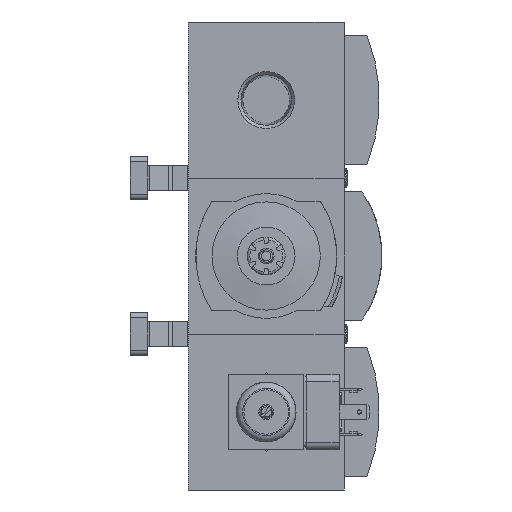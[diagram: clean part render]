
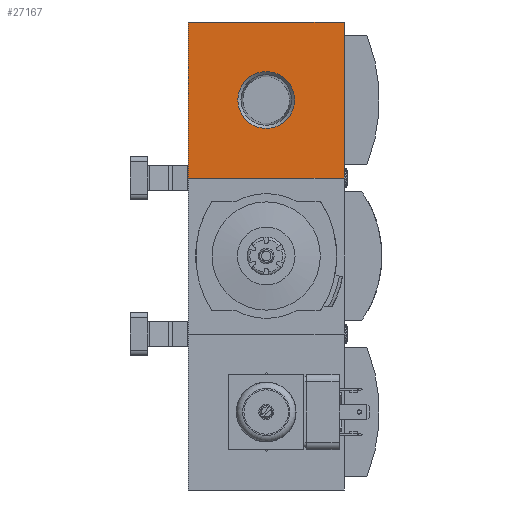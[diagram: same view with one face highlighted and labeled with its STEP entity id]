
A CAD part, front view. The second image highlights one B-rep face of the part: STEP entity #27167.
In plain terms, the highlighted planar face has unit normal (0, -1, 0).
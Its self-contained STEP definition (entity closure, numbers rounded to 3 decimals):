
#303=PLANE('',#28489);
#1357=LINE('',#37261,#3684);
#1365=LINE('',#37276,#3692);
#1381=LINE('',#37306,#3708);
#1421=LINE('',#37397,#3748);
#3684=VECTOR('',#30757,1000.);
#3692=VECTOR('',#30767,1000.);
#3708=VECTOR('',#30785,1000.);
#3748=VECTOR('',#30863,1000.);
#5815=CIRCLE('',#28490,11.288);
#7019=ORIENTED_EDGE('',*,*,#13107,.F.);
#7020=ORIENTED_EDGE('',*,*,#13023,.F.);
#7021=ORIENTED_EDGE('',*,*,#13015,.F.);
#7022=ORIENTED_EDGE('',*,*,#13039,.F.);
#7023=ORIENTED_EDGE('',*,*,#13088,.F.);
#13015=EDGE_CURVE('',#16085,#16086,#1357,.T.);
#13023=EDGE_CURVE('',#16086,#16092,#1365,.T.);
#13039=EDGE_CURVE('',#16104,#16085,#1381,.T.);
#13088=EDGE_CURVE('',#16092,#16104,#1421,.T.);
#13107=EDGE_CURVE('',#16146,#16146,#5815,.T.);
#16085=VERTEX_POINT('',#37260);
#16086=VERTEX_POINT('',#37262);
#16092=VERTEX_POINT('',#37277);
#16104=VERTEX_POINT('',#37305);
#16146=VERTEX_POINT('',#37436);
#18137=EDGE_LOOP('',(#7019));
#18138=EDGE_LOOP('',(#7020,#7021,#7022,#7023));
#19555=FACE_BOUND('',#18137,.T.);
#19556=FACE_BOUND('',#18138,.T.);
#27167=ADVANCED_FACE('',(#19555,#19556),#303,.F.);
#28489=AXIS2_PLACEMENT_3D('',#37434,#30905,#30906);
#28490=AXIS2_PLACEMENT_3D('',#37435,#30907,#30908);
#30757=DIRECTION('',(-1.,0.,0.));
#30767=DIRECTION('',(0.,0.,1.));
#30785=DIRECTION('',(0.,0.,-1.));
#30863=DIRECTION('',(1.,0.,0.));
#30905=DIRECTION('',(0.,1.,0.));
#30906=DIRECTION('',(0.,0.,1.));
#30907=DIRECTION('',(0.,-1.,0.));
#30908=DIRECTION('',(0.,0.,-1.));
#37260=CARTESIAN_POINT('',(31.,-45.,-31.));
#37261=CARTESIAN_POINT('',(31.,-45.,-31.));
#37262=CARTESIAN_POINT('',(-31.,-45.,-31.));
#37276=CARTESIAN_POINT('',(-31.,-45.,-31.));
#37277=CARTESIAN_POINT('',(-31.,-45.,31.));
#37305=CARTESIAN_POINT('',(31.,-45.,31.));
#37306=CARTESIAN_POINT('',(31.,-45.,31.));
#37397=CARTESIAN_POINT('',(-31.,-45.,31.));
#37434=CARTESIAN_POINT('',(0.,-45.,0.));
#37435=CARTESIAN_POINT('',(0.,-45.,0.));
#37436=CARTESIAN_POINT('',(0.,-45.,-11.288));
